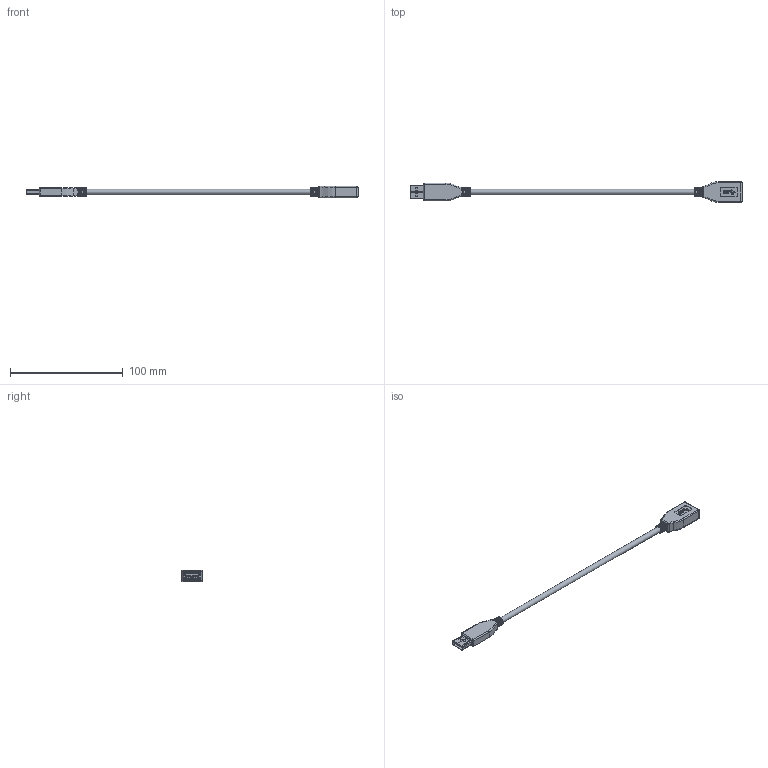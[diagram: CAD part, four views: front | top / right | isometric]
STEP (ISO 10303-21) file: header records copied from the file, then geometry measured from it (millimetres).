
FILE_DESCRIPTION(/* description */ ('Unknown'),/* implementation_level */ '2;1');
FILE_NAME(/* name */ '692902100000',/* time_stamp */ '2022-04-21T16:37:39+02:00',/* author */ ('Unknown'),/* organization */ ('Unknown'),/* preprocessor_version */ 'ST-DEVELOPER v16.7',/* originating_system */ 'Solid Edge',/* authorisation */ 'Unknown');
FILE_SCHEMA (('AUTOMOTIVE_DESIGN {1 0 10303 214 3 1 1}'));
Products named in the file (1): 692902100000
Bounding box: 294.75 x 18.5 x 10 mm (x, y, z)
Volume: 12992.4 mm3; surface area: 11338.8 mm2
Topology: 1 solids, 1 shells, 1687 faces, 4834 edges, 3105 vertices
Faces by surface type: plane 1114, cylinder 479, torus 50, bspline 28, sphere 16
Full cylindrical faces by diameter (mm): 0.8 x2, 0.9 x5, 5 x1, 7.75 x2
Entity records: 67683 total; most frequent: CARTESIAN_POINT 11305, ORIENTED_EDGE 9566, DIRECTION 9096, EDGE_CURVE 4783, LINE 3452, VECTOR 3452, VERTEX_POINT 3090, AXIS2_PLACEMENT_3D 2822
